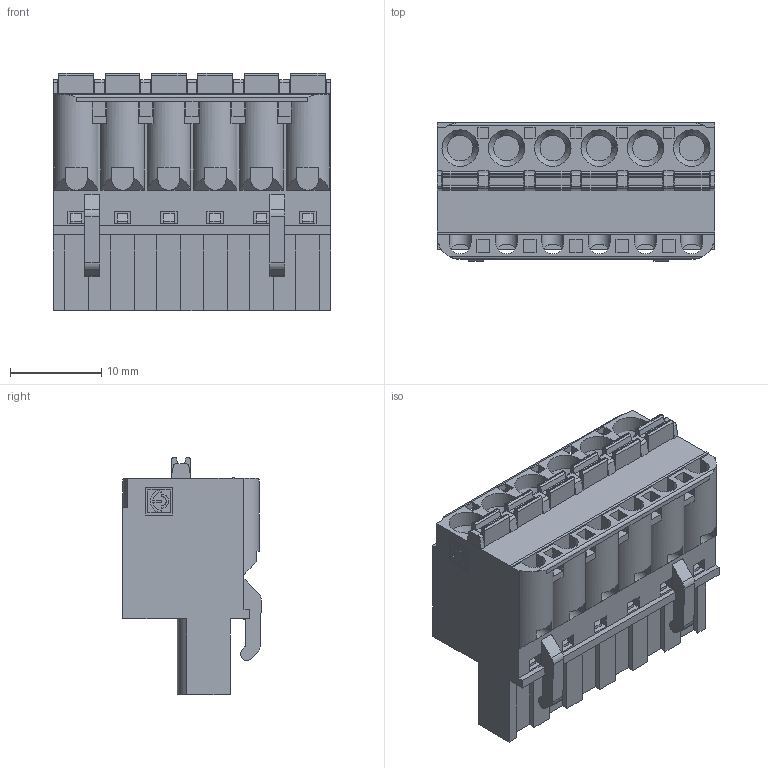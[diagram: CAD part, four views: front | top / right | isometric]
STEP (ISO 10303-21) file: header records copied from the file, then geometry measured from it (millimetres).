
FILE_DESCRIPTION(('STEP AP214'),'1');
FILE_NAME('SHM06-5.08.stp','2021-09-01T10:10:40',(' '),(' '),'Spatial InterOp 3D',' ',' ');
FILE_SCHEMA(('automotive_design'));
Length unit declared in the file: metre
Products named in the file (2): 1; 2
Bounding box: 30.48 x 15.2 x 26 mm (x, y, z)
Volume: 7428.7 mm3; surface area: 4187.8 mm2
Topology: 1 solids, 1 shells, 522 faces, 1467 edges, 977 vertices
Faces by surface type: plane 417, cylinder 92, cone 12, extrusion 1
Full cylindrical faces by diameter (mm): 4 x6
Entity records: 20912 total; most frequent: CARTESIAN_POINT 3021, ORIENTED_EDGE 2874, DIRECTION 2730, EDGE_CURVE 1437, VECTOR 1180, LINE 1179, VERTEX_POINT 959, AXIS2_PLACEMENT_3D 775
